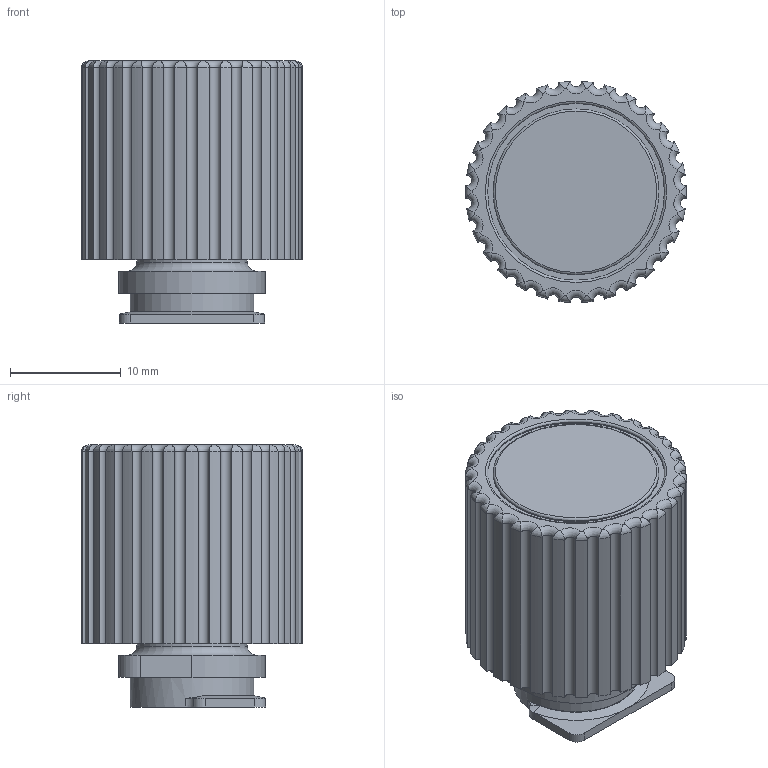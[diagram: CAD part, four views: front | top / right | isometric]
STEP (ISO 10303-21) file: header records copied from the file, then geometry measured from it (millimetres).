
FILE_DESCRIPTION(/* description */ (''),/* implementation_level */ '2;1');
FILE_NAME(/* name */ 'encoder.step',/* time_stamp */ '2024-09-23T16:30:30+01:00',/* author */ (''),/* organization */ (''),/* preprocessor_version */ 'ST-DEVELOPER v20',/* originating_system */ 'Autodesk Translation Framework v13.20.0.188',/* authorisation */ '');
FILE_SCHEMA (('AUTOMOTIVE_DESIGN { 1 0 10303 214 3 1 1 }'));
Length unit declared in the file: millimetre
Products named in the file (1): DigitalCrown
Bounding box: 20 x 19.98 x 23.7 mm (x, y, z)
Volume: 5406.4 mm3; surface area: 3179.9 mm2
Topology: 2 solids, 2 shells, 190 faces, 467 edges, 287 vertices
Faces by surface type: cylinder 93, torus 63, plane 23, cone 9, bspline 2
Full cylindrical faces by diameter (mm): 6.283 x2, 7.12 x1, 9 x1, 10 x1, 11.2 x1, 15 x1, 16 x1
Entity records: 7356 total; most frequent: CARTESIAN_POINT 2870, DIRECTION 977, ORIENTED_EDGE 930, EDGE_CURVE 465, AXIS2_PLACEMENT_3D 424, VERTEX_POINT 287, CIRCLE 235, EDGE_LOOP 200
